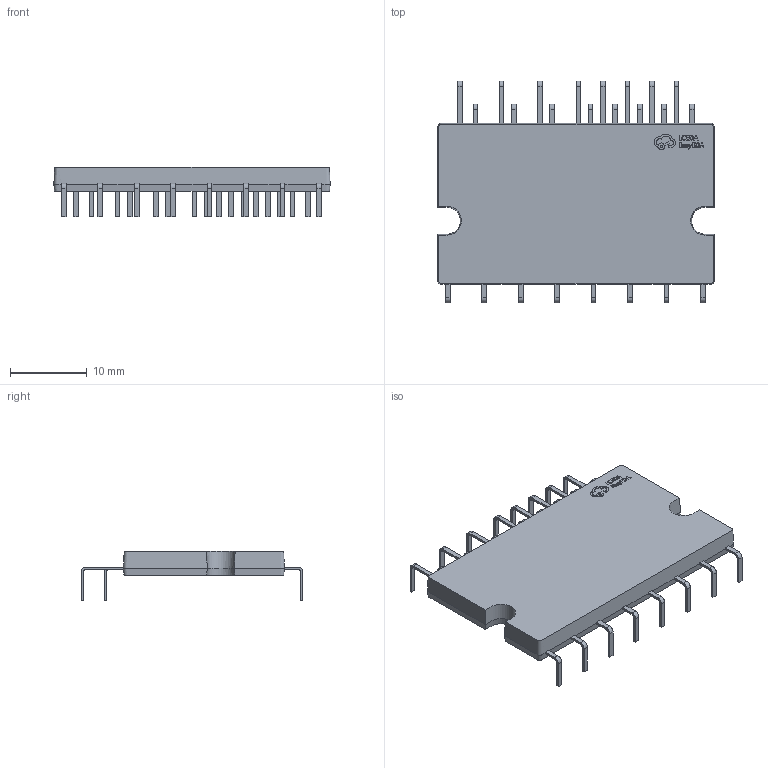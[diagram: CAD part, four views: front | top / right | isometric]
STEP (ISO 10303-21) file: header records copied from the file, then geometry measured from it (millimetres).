
FILE_DESCRIPTION (( 'STEP AP214' ), '1' );
FILE_NAME ('DIP-24_L36.0-W21.0-H3.1-P1.60-LS28.6-TL.step', '2022-06-21T14:04:15', ( '' ), ( '' ), 'SwSTEP 2.0', 'SolidWorks 2020', '' );
FILE_SCHEMA (( 'AUTOMOTIVE_DESIGN' ));
Length unit declared in the file: millimetre
Products named in the file (1): DIP-24_L36.0-W21.0-H3.1-P1.60-LS28.6-TL
Bounding box: 36 x 28.9 x 6.41 mm (x, y, z)
Volume: 2225.1 mm3; surface area: 2144.9 mm2
Topology: 1 solids, 1 shells, 511 faces, 1477 edges, 994 vertices
Faces by surface type: plane 343, bspline 120, cylinder 48
Entity records: 22609 total; most frequent: CARTESIAN_POINT 5871, ORIENTED_EDGE 2954, DIRECTION 2003, EDGE_CURVE 1477, VERTEX_POINT 994, LINE 991, VECTOR 991, EDGE_LOOP 537
